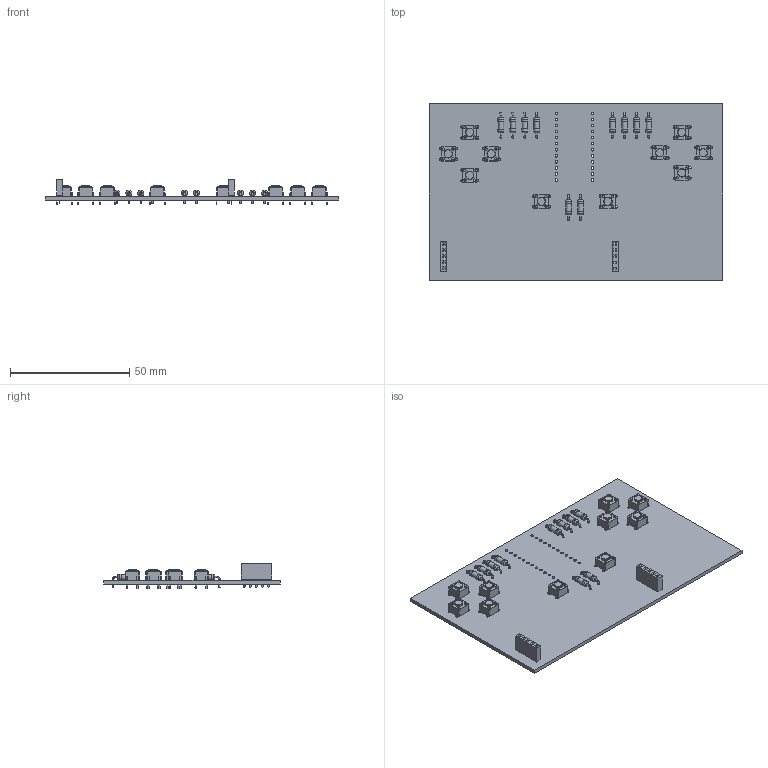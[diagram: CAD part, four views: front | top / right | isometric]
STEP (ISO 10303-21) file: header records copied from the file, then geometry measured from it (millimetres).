
FILE_DESCRIPTION(('KiCad electronic assembly'),'2;1');
FILE_NAME('controller.step','2023-03-29T11:57:51',('Pcbnew'),('Kicad'), 'Open CASCADE STEP processor 7.6','KiCad to STEP converter','Unknown' );
FILE_SCHEMA(('AUTOMOTIVE_DESIGN { 1 0 10303 214 1 1 1 1 }'));
Length unit declared in the file: millimetre
Products named in the file (8): controller 1; R_Axial_DIN0207_L6.3mm_D2.5mm_P10.16mm_Horizontal; SOLID; SW_PUSH_6mm; PinSocket_1x05_P2.54mm_Vertical; PCB
Assembly tree (26 placements, depth 3):
  controller 1
    R_Axial_DIN0207_L6.3mm_D2.5mm_P10.16mm_Horizontal  x10
      SOLID
    SW_PUSH_6mm  x10
      SOLID
    PinSocket_1x05_P2.54mm_Vertical  x2
      SOLID
    PCB
Bounding box: 123 x 74 x 10.5 mm (x, y, z)
Volume: 16580.4 mm3; surface area: 22723.3 mm2
Topology: 23 solids, 23 shells, 1650 faces, 4182 edges, 2698 vertices
Faces by surface type: plane 1026, cylinder 574, torus 50
Full cylindrical faces by diameter (mm): 0.6 x40, 0.8 x20, 1 x50, 1.1 x64, 2.25 x10, 2.5 x20, 3.5 x10
Entity records: 28634 total; most frequent: CARTESIAN_POINT 5557, DIRECTION 3950, LINE 2505, VECTOR 2505, ORIENTED_EDGE 2044, PCURVE 2044, DEFINITIONAL_REPRESENTATION 2044, EDGE_CURVE 1022
